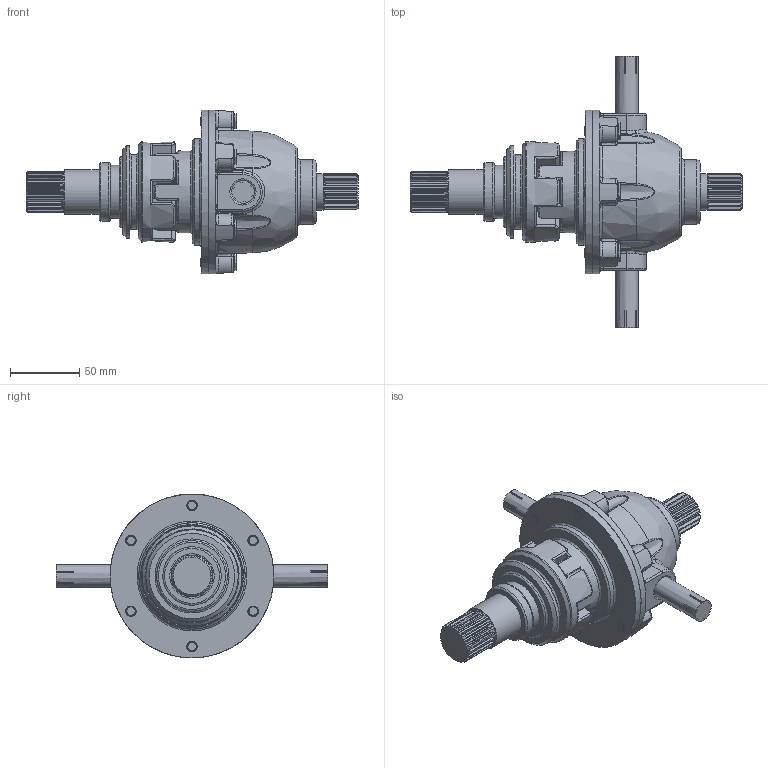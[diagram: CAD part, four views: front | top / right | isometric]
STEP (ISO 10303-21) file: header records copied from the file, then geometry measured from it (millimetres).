
FILE_DESCRIPTION(('FreeCAD Model'),'2;1');
FILE_NAME('Open CASCADE Shape Model','2025-04-17T09:15:56',('FreeCAD'),( 'FreeCAD'),'Open CASCADE STEP processor 7.6','FreeCAD','Unknown');
FILE_SCHEMA(('AUTOMOTIVE_DESIGN { 1 0 10303 214 1 1 1 1 }'));
Products named in the file (1): Open CASCADE STEP translator 7.6 1
Bounding box: 239.62 x 196.22 x 118.16 mm (x, y, z)
Volume: 609188.9 mm3; surface area: 187504.4 mm2
Topology: 15 solids, 15 shells, 2105 faces, 5707 edges, 3658 vertices
Faces by surface type: bspline 2105
Entity records: 96546 total; most frequent: CARTESIAN_POINT 64533, ORIENTED_EDGE 11398, EDGE_CURVE 5699, B_SPLINE_CURVE_WITH_KNOTS 3937, VERTEX_POINT 3658, FACE_BOUND 2177, EDGE_LOOP 2177, ADVANCED_FACE 2105
